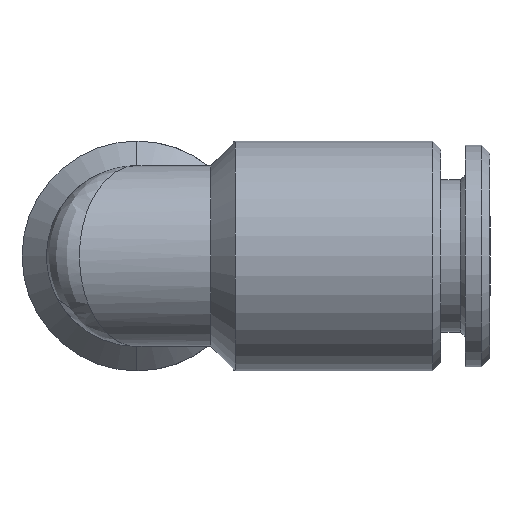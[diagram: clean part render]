
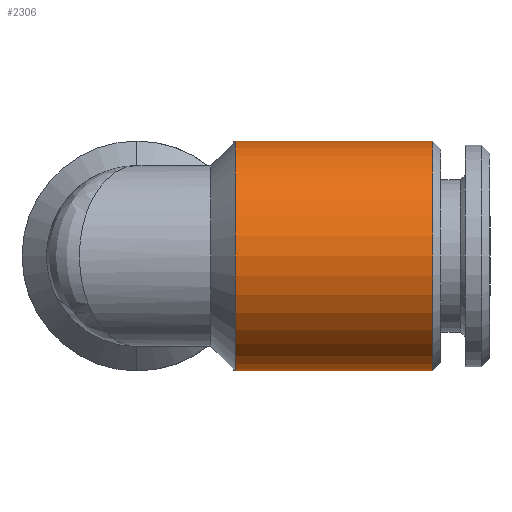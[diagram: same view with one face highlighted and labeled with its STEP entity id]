
A CAD part, left-side view. The second image highlights one B-rep face of the part: STEP entity #2306.
In plain terms, the highlighted cylindrical face has radius 7 mm (diameter 14 mm), a partial arc.
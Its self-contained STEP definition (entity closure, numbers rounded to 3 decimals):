
#400 = CARTESIAN_POINT ( 'NONE',  ( 0., -18., -7. ) ) ;
#460 = CARTESIAN_POINT ( 'NONE',  ( 0., -18., 7. ) ) ;
#466 = LINE ( 'NONE', #505, #504 ) ;
#499 = DIRECTION ( 'NONE',  ( 0., 1., 0. ) ) ;
#500 = VECTOR ( 'NONE', #499, 1000. ) ;
#501 = CARTESIAN_POINT ( 'NONE',  ( 0., 21.146, 7. ) ) ;
#503 = DIRECTION ( 'NONE',  ( 0., 1., 0. ) ) ;
#504 = VECTOR ( 'NONE', #503, 1000. ) ;
#505 = CARTESIAN_POINT ( 'NONE',  ( 0., 21.146, -7. ) ) ;
#506 = LINE ( 'NONE', #501, #500 ) ;
#519 = DIRECTION ( 'NONE',  ( 0., 0., 1. ) ) ;
#520 = DIRECTION ( 'NONE',  ( 0., 1., 0. ) ) ;
#521 = AXIS2_PLACEMENT_3D ( 'NONE', #523, #520, #519 ) ;
#522 = CIRCLE ( 'NONE', #521, 7. ) ;
#523 = CARTESIAN_POINT ( 'NONE',  ( 0., -6., 0. ) ) ;
#546 = CARTESIAN_POINT ( 'NONE',  ( 0., -6., -7. ) ) ;
#604 = CARTESIAN_POINT ( 'NONE',  ( 0., -6., 7. ) ) ;
#957 = DIRECTION ( 'NONE',  ( 0., 0., 1. ) ) ;
#967 = DIRECTION ( 'NONE',  ( 0., 1., 0. ) ) ;
#968 = CARTESIAN_POINT ( 'NONE',  ( 0., -18., 0. ) ) ;
#969 = AXIS2_PLACEMENT_3D ( 'NONE', #968, #967, #957 ) ;
#970 = CIRCLE ( 'NONE', #969, 7. ) ;
#1518 = DIRECTION ( 'NONE',  ( 0., 0., 1. ) ) ;
#1519 = DIRECTION ( 'NONE',  ( 0., 1., 0. ) ) ;
#1520 = CARTESIAN_POINT ( 'NONE',  ( 0., 21.146, 0. ) ) ;
#1521 = AXIS2_PLACEMENT_3D ( 'NONE', #1520, #1519, #1518 ) ;
#1522 = CYLINDRICAL_SURFACE ( 'NONE', #1521, 7. ) ;
#1544 = FACE_OUTER_BOUND ( 'NONE', #2302, .T. ) ;
#1964 = VERTEX_POINT ( 'NONE', #400 ) ;
#1976 = VERTEX_POINT ( 'NONE', #460 ) ;
#2014 = EDGE_CURVE ( 'NONE', #1976, #2057, #506, .T. ) ;
#2028 = EDGE_CURVE ( 'NONE', #1964, #2035, #466, .T. ) ;
#2029 = EDGE_CURVE ( 'NONE', #2035, #2057, #522, .T. ) ;
#2035 = VERTEX_POINT ( 'NONE', #546 ) ;
#2057 = VERTEX_POINT ( 'NONE', #604 ) ;
#2282 = EDGE_CURVE ( 'NONE', #1964, #1976, #970, .T. ) ;
#2283 = ORIENTED_EDGE ( 'NONE', *, *, #2028, .F. ) ;
#2288 = ORIENTED_EDGE ( 'NONE', *, *, #2014, .T. ) ;
#2291 = ORIENTED_EDGE ( 'NONE', *, *, #2282, .T. ) ;
#2292 = ORIENTED_EDGE ( 'NONE', *, *, #2029, .F. ) ;
#2302 = EDGE_LOOP ( 'NONE', ( #2283, #2291, #2288, #2292 ) ) ;
#2306 = ADVANCED_FACE ( 'NONE', ( #1544 ), #1522, .T. ) ;
